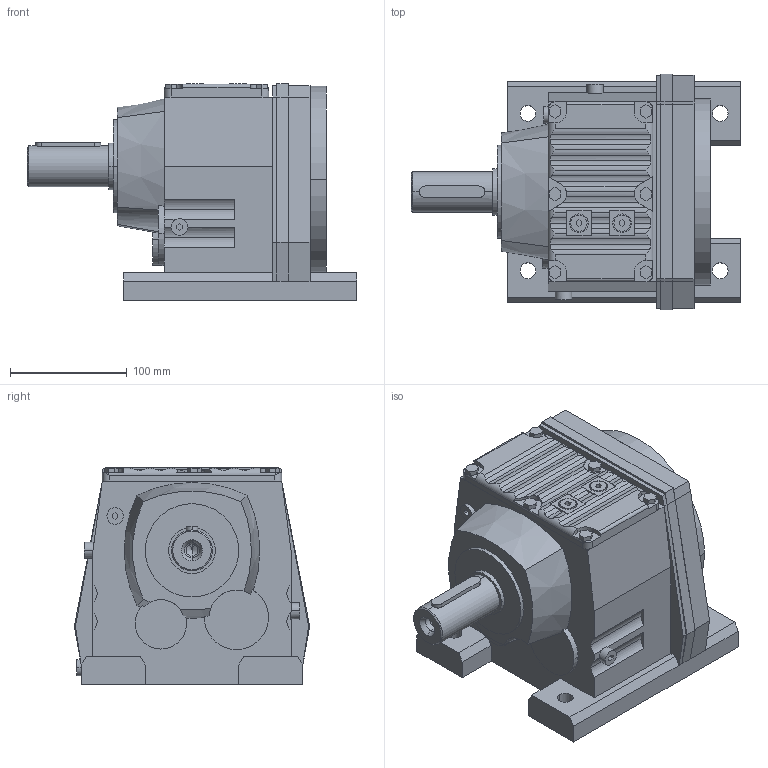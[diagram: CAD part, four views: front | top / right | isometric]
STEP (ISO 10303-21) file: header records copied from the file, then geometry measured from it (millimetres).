
FILE_DESCRIPTION(('STEP AP214'),'1');
FILE_NAME('cctmp_B08478BA-B046-45D9-BD8F-869B2E6D915B_2022_07_07_16_05_51_0752..stp','2022-07-07T14:05:52',('SEW-EURODRIVE GmbH & Co KG'),('CADClick - www.CADClick.com'),'Spatial InterOp 3D postprocessed',' ','unknown authorization');
FILE_SCHEMA(('AUTOMOTIVE_DESIGN'));
Length unit declared in the file: millimetre
Products named in the file (1): 2022_07_07_16_05_51_0752
Bounding box: 282.5 x 202 x 186 mm (x, y, z)
Volume: 4831117.7 mm3; surface area: 225242.5 mm2
Topology: 1 solids, 2 shells, 378 faces, 968 edges, 617 vertices
Faces by surface type: plane 239, cylinder 120, cone 13, bspline 4, torus 2
Entity records: 13323 total; most frequent: CARTESIAN_POINT 3052, ORIENTED_EDGE 1924, DIRECTION 1835, EDGE_CURVE 962, LINE 645, VECTOR 645, VERTEX_POINT 617, AXIS2_PLACEMENT_3D 595
